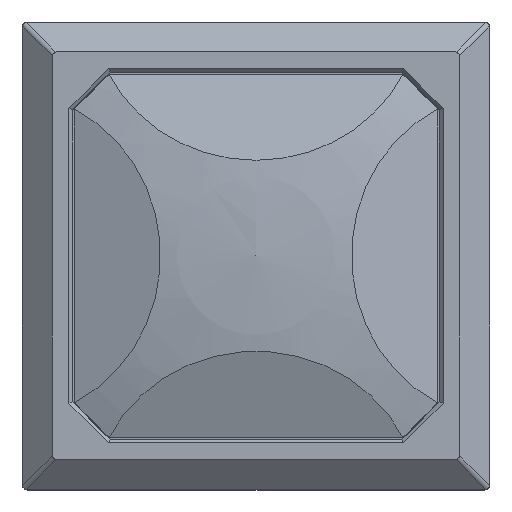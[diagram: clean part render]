
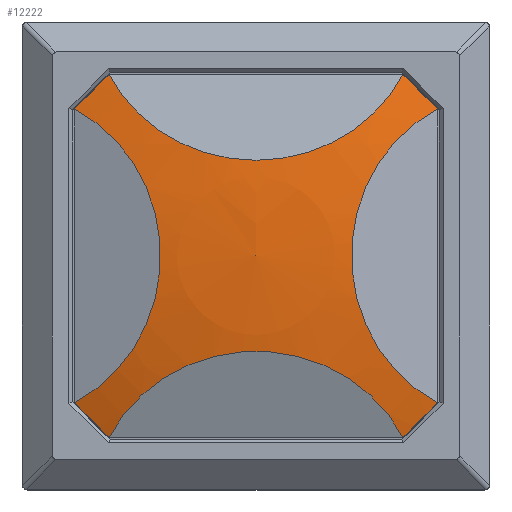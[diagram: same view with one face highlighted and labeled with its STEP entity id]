
A CAD part, top view. The second image highlights one B-rep face of the part: STEP entity #12222.
In plain terms, the highlighted spherical face has radius 39.928 mm.
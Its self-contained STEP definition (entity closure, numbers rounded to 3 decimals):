
#48=SPHERICAL_SURFACE('',#13099,39.928);
#933=CIRCLE('',#12598,37.951);
#946=CIRCLE('',#12620,37.951);
#947=CIRCLE('',#12623,37.951);
#1093=CIRCLE('',#13072,37.951);
#1100=CIRCLE('',#13091,8.746);
#1101=CIRCLE('',#13092,8.746);
#1102=CIRCLE('',#13094,8.746);
#1103=CIRCLE('',#13096,8.746);
#1104=CIRCLE('',#13098,8.746);
#1105=CIRCLE('',#13100,39.928);
#1579=FACE_OUTER_BOUND('',#2223,.T.);
#2223=EDGE_LOOP('',(#9965,#9966,#9967,#9968,#9969,#9970,#9971,#9972,#9973,
#9974,#9975));
#5329=VERTEX_POINT('',#17184);
#5330=VERTEX_POINT('',#17186);
#5351=VERTEX_POINT('',#17257);
#5352=VERTEX_POINT('',#17261);
#5353=VERTEX_POINT('',#17265);
#5354=VERTEX_POINT('',#17269);
#5757=VERTEX_POINT('',#18694);
#5759=VERTEX_POINT('',#18701);
#5767=VERTEX_POINT('',#18744);
#5768=VERTEX_POINT('',#18754);
#6485=EDGE_CURVE('',#5330,#5329,#933,.T.);
#6524=EDGE_CURVE('',#5351,#5352,#946,.T.);
#6528=EDGE_CURVE('',#5353,#5354,#947,.T.);
#7230=EDGE_CURVE('',#5757,#5759,#1093,.T.);
#7252=EDGE_CURVE('',#5767,#5353,#1100,.T.);
#7253=EDGE_CURVE('',#5352,#5767,#1101,.T.);
#7254=EDGE_CURVE('',#5759,#5330,#1102,.T.);
#7255=EDGE_CURVE('',#5329,#5351,#1103,.T.);
#7256=EDGE_CURVE('',#5354,#5757,#1104,.T.);
#7257=EDGE_CURVE('',#5768,#5767,#1105,.T.);
#9965=ORIENTED_EDGE('',*,*,#7257,.T.);
#9966=ORIENTED_EDGE('',*,*,#7252,.T.);
#9967=ORIENTED_EDGE('',*,*,#6528,.T.);
#9968=ORIENTED_EDGE('',*,*,#7256,.T.);
#9969=ORIENTED_EDGE('',*,*,#7230,.T.);
#9970=ORIENTED_EDGE('',*,*,#7254,.T.);
#9971=ORIENTED_EDGE('',*,*,#6485,.T.);
#9972=ORIENTED_EDGE('',*,*,#7255,.T.);
#9973=ORIENTED_EDGE('',*,*,#6524,.T.);
#9974=ORIENTED_EDGE('',*,*,#7253,.T.);
#9975=ORIENTED_EDGE('',*,*,#7257,.F.);
#12222=ADVANCED_FACE('',(#1579),#48,.T.);
#12598=AXIS2_PLACEMENT_3D('',#17187,#13858,#13859);
#12620=AXIS2_PLACEMENT_3D('',#17263,#13926,#13927);
#12623=AXIS2_PLACEMENT_3D('',#17271,#13935,#13936);
#13072=AXIS2_PLACEMENT_3D('',#18703,#15343,#15344);
#13091=AXIS2_PLACEMENT_3D('',#18745,#15396,#15397);
#13092=AXIS2_PLACEMENT_3D('',#18746,#15398,#15399);
#13094=AXIS2_PLACEMENT_3D('',#18748,#15402,#15403);
#13096=AXIS2_PLACEMENT_3D('',#18750,#15406,#15407);
#13098=AXIS2_PLACEMENT_3D('',#18752,#15410,#15411);
#13099=AXIS2_PLACEMENT_3D('',#18753,#15412,#15413);
#13100=AXIS2_PLACEMENT_3D('',#18755,#15414,#15415);
#13858=DIRECTION('center_axis',(-0.707,0.707,0.));
#13859=DIRECTION('ref_axis',(0.,0.,
1.));
#13926=DIRECTION('center_axis',(-0.707,-0.707,0.));
#13927=DIRECTION('ref_axis',(0.,0.,
1.));
#13935=DIRECTION('center_axis',(0.707,-0.707,0.));
#13936=DIRECTION('ref_axis',(0.,0.,
-1.));
#15343=DIRECTION('center_axis',(0.707,0.707,0.));
#15344=DIRECTION('ref_axis',(0.,0.,
-1.));
#15396=DIRECTION('center_axis',(0.,-0.342,
-0.94));
#15397=DIRECTION('ref_axis',(-1.,0.,0.));
#15398=DIRECTION('center_axis',(0.,-0.342,
-0.94));
#15399=DIRECTION('ref_axis',(-1.,0.,0.));
#15402=DIRECTION('center_axis',(0.,0.342,
-0.94));
#15403=DIRECTION('ref_axis',(-1.,0.,0.));
#15406=DIRECTION('center_axis',(-0.342,0.,
-0.94));
#15407=DIRECTION('ref_axis',(-0.94,0.,0.342));
#15410=DIRECTION('center_axis',(0.342,0.,
-0.94));
#15411=DIRECTION('ref_axis',(-0.94,0.,-0.342));
#15412=DIRECTION('center_axis',(0.,0.,
1.));
#15413=DIRECTION('ref_axis',(0.,-1.,0.));
#15414=DIRECTION('center_axis',(-1.,0.,0.));
#15415=DIRECTION('ref_axis',(0.,1.,0.));
#17184=CARTESIAN_POINT('',(9.7,-7.85,27.19));
#17186=CARTESIAN_POINT('',(7.85,-9.7,27.19));
#17187=CARTESIAN_POINT('Origin',(8.775,-8.775,-10.738));
#17257=CARTESIAN_POINT('',(9.7,7.85,27.19));
#17261=CARTESIAN_POINT('',(7.85,9.7,27.19));
#17263=CARTESIAN_POINT('Origin',(8.775,8.775,-10.738));
#17265=CARTESIAN_POINT('',(-7.85,9.7,27.19));
#17269=CARTESIAN_POINT('',(-9.7,7.85,27.19));
#17271=CARTESIAN_POINT('Origin',(-8.775,8.775,-10.738));
#18694=CARTESIAN_POINT('',(-9.7,-7.85,27.19));
#18701=CARTESIAN_POINT('',(-7.85,-9.7,27.19));
#18703=CARTESIAN_POINT('Origin',(-8.775,-8.775,-10.738));
#18744=CARTESIAN_POINT('',(0.,5.106,28.862));
#18745=CARTESIAN_POINT('Origin',(0.,13.325,
25.871));
#18746=CARTESIAN_POINT('Origin',(0.,13.325,
25.871));
#18748=CARTESIAN_POINT('Origin',(0.,-13.325,
25.871));
#18750=CARTESIAN_POINT('Origin',(13.325,0.,
25.871));
#18752=CARTESIAN_POINT('Origin',(-13.325,0.,
25.871));
#18753=CARTESIAN_POINT('Origin',(0.,0.,
-10.738));
#18754=CARTESIAN_POINT('',(0.,0.,
29.19));
#18755=CARTESIAN_POINT('Origin',(0.,0.,
-10.738));
